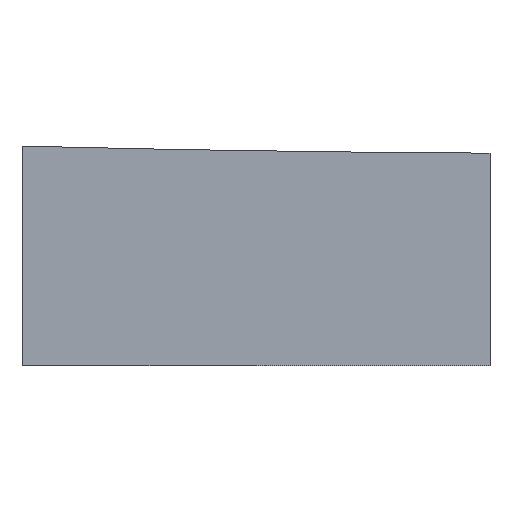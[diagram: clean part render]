
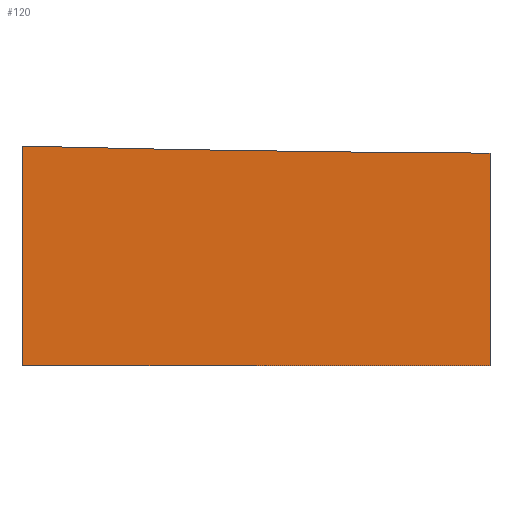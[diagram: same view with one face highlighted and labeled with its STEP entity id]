
A CAD part, front view. The second image highlights one B-rep face of the part: STEP entity #120.
In plain terms, the highlighted planar face has unit normal (0, -1, 0).
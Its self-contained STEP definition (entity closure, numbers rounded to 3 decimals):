
#4 = ORIENTED_EDGE ( 'NONE', *, *, #12, .T. ) ;
#7 = CIRCLE ( 'NONE', #109, 999.922 ) ;
#12 = EDGE_CURVE ( 'NONE', #54, #126, #115, .T. ) ;
#18 = PLANE ( 'NONE',  #40 ) ;
#21 = DIRECTION ( 'NONE',  ( -1., 0., 0. ) ) ;
#32 = DIRECTION ( 'NONE',  ( 0., 0., -1. ) ) ;
#40 = AXIS2_PLACEMENT_3D ( 'NONE', #181, #269, #21 ) ;
#41 = CARTESIAN_POINT ( 'NONE',  ( 10., -12.5, -0.909 ) ) ;
#45 = EDGE_CURVE ( 'NONE', #202, #54, #237, .T. ) ;
#54 = VERTEX_POINT ( 'NONE', #216 ) ;
#59 = CARTESIAN_POINT ( 'NONE',  ( 10., -12.5, 10. ) ) ;
#62 = DIRECTION ( 'NONE',  ( -1., 0., 0. ) ) ;
#75 = EDGE_LOOP ( 'NONE', ( #150, #128, #217, #4 ) ) ;
#78 = CARTESIAN_POINT ( 'NONE',  ( -10., -12.5, -0.609 ) ) ;
#82 = DIRECTION ( 'NONE',  ( 0., 1., 0. ) ) ;
#90 = FACE_OUTER_BOUND ( 'NONE', #75, .T. ) ;
#109 = AXIS2_PLACEMENT_3D ( 'NONE', #247, #82, #62 ) ;
#115 = LINE ( 'NONE', #259, #236 ) ;
#120 = ADVANCED_FACE ( 'NONE', ( #90 ), #18, .F. ) ;
#126 = VERTEX_POINT ( 'NONE', #226 ) ;
#128 = ORIENTED_EDGE ( 'NONE', *, *, #144, .T. ) ;
#132 = CARTESIAN_POINT ( 'NONE',  ( -10., -12.5, 10. ) ) ;
#139 = DIRECTION ( 'NONE',  ( 0., 0., -1. ) ) ;
#144 = EDGE_CURVE ( 'NONE', #169, #202, #7, .T. ) ;
#150 = ORIENTED_EDGE ( 'NONE', *, *, #199, .F. ) ;
#151 = DIRECTION ( 'NONE',  ( 1., 0., 0. ) ) ;
#169 = VERTEX_POINT ( 'NONE', #41 ) ;
#181 = CARTESIAN_POINT ( 'NONE',  ( 10., -12.5, 10. ) ) ;
#194 = VECTOR ( 'NONE', #139, 1000. ) ;
#199 = EDGE_CURVE ( 'NONE', #169, #126, #245, .T. ) ;
#202 = VERTEX_POINT ( 'NONE', #78 ) ;
#216 = CARTESIAN_POINT ( 'NONE',  ( -10., -12.5, -10. ) ) ;
#217 = ORIENTED_EDGE ( 'NONE', *, *, #45, .T. ) ;
#226 = CARTESIAN_POINT ( 'NONE',  ( 10., -12.5, -10. ) ) ;
#227 = VECTOR ( 'NONE', #32, 1000. ) ;
#236 = VECTOR ( 'NONE', #151, 1000. ) ;
#237 = LINE ( 'NONE', #132, #227 ) ;
#245 = LINE ( 'NONE', #59, #194 ) ;
#247 = CARTESIAN_POINT ( 'NONE',  ( 15., -12.5, 999. ) ) ;
#259 = CARTESIAN_POINT ( 'NONE',  ( 10., -12.5, -10. ) ) ;
#269 = DIRECTION ( 'NONE',  ( 0., 1., 0. ) ) ;
